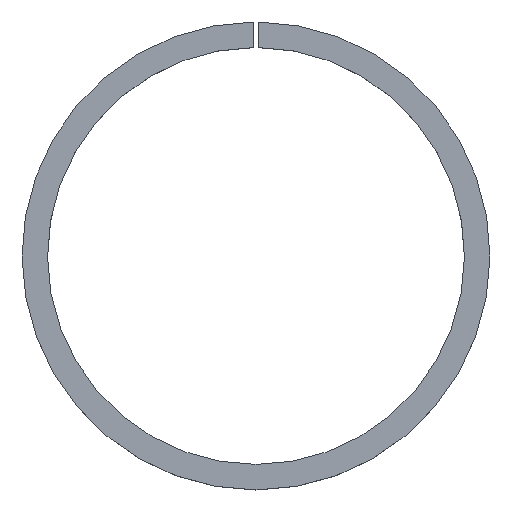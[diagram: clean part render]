
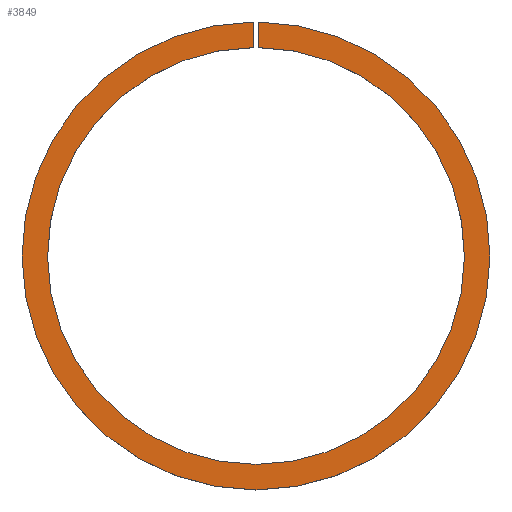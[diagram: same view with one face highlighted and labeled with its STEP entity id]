
A CAD part, top view. The second image highlights one B-rep face of the part: STEP entity #3849.
In plain terms, the highlighted planar face has unit normal (0, 0, 1).
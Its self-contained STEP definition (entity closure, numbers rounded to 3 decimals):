
#204 = ORIENTED_EDGE ( 'NONE', *, *, #1900, .T. ) ;
#448 = VERTEX_POINT ( 'NONE', #8046 ) ;
#820 = PLANE ( 'NONE',  #7477 ) ;
#926 = AXIS2_PLACEMENT_3D ( 'NONE', #6435, #4779, #10666 ) ;
#934 = ORIENTED_EDGE ( 'NONE', *, *, #6921, .F. ) ;
#990 = FACE_OUTER_BOUND ( 'NONE', #4649, .T. ) ;
#1402 = CARTESIAN_POINT ( 'NONE',  ( 0.5, 54.998, 6. ) ) ;
#1518 = DIRECTION ( 'NONE',  ( 0., 1., 0. ) ) ;
#1900 = EDGE_CURVE ( 'NONE', #448, #3909, #10109, .T. ) ;
#2349 = ORIENTED_EDGE ( 'NONE', *, *, #2767, .F. ) ;
#2767 = EDGE_CURVE ( 'NONE', #9257, #5280, #3804, .T. ) ;
#3738 = DIRECTION ( 'NONE',  ( 0., 0., -1. ) ) ;
#3804 = LINE ( 'NONE', #5717, #10246 ) ;
#3849 = ADVANCED_FACE ( 'NONE', ( #990 ), #820, .F. ) ;
#3909 = VERTEX_POINT ( 'NONE', #7572 ) ;
#4649 = EDGE_LOOP ( 'NONE', ( #934, #2349, #5719, #204 ) ) ;
#4779 = DIRECTION ( 'NONE',  ( 0., 0., -1. ) ) ;
#5280 = VERTEX_POINT ( 'NONE', #1402 ) ;
#5717 = CARTESIAN_POINT ( 'NONE',  ( 0.5, 0., 6. ) ) ;
#5719 = ORIENTED_EDGE ( 'NONE', *, *, #5903, .T. ) ;
#5874 = CARTESIAN_POINT ( 'NONE',  ( 0., -49., 6. ) ) ;
#5903 = EDGE_CURVE ( 'NONE', #9257, #448, #9792, .T. ) ;
#6133 = DIRECTION ( 'NONE',  ( -1., 0., 0. ) ) ;
#6246 = CARTESIAN_POINT ( 'NONE',  ( -0.5, 0., 6. ) ) ;
#6435 = CARTESIAN_POINT ( 'NONE',  ( 0., 0., 6. ) ) ;
#6921 = EDGE_CURVE ( 'NONE', #5280, #3909, #9518, .T. ) ;
#7477 = AXIS2_PLACEMENT_3D ( 'NONE', #5874, #10105, #9330 ) ;
#7572 = CARTESIAN_POINT ( 'NONE',  ( -0.5, 54.998, 6. ) ) ;
#8046 = CARTESIAN_POINT ( 'NONE',  ( -0.5, 48.997, 6. ) ) ;
#8299 = AXIS2_PLACEMENT_3D ( 'NONE', #10468, #3738, #6133 ) ;
#8305 = CARTESIAN_POINT ( 'NONE',  ( 0.5, 48.997, 6. ) ) ;
#9257 = VERTEX_POINT ( 'NONE', #8305 ) ;
#9330 = DIRECTION ( 'NONE',  ( -1., 0., 0. ) ) ;
#9518 = CIRCLE ( 'NONE', #926, 55. ) ;
#9792 = CIRCLE ( 'NONE', #8299, 49. ) ;
#9950 = DIRECTION ( 'NONE',  ( 0., 1., 0. ) ) ;
#10105 = DIRECTION ( 'NONE',  ( 0., 0., -1. ) ) ;
#10109 = LINE ( 'NONE', #6246, #10635 ) ;
#10246 = VECTOR ( 'NONE', #1518, 1000. ) ;
#10468 = CARTESIAN_POINT ( 'NONE',  ( 0., 0., 6. ) ) ;
#10635 = VECTOR ( 'NONE', #9950, 1000. ) ;
#10666 = DIRECTION ( 'NONE',  ( -1., 0., 0. ) ) ;
